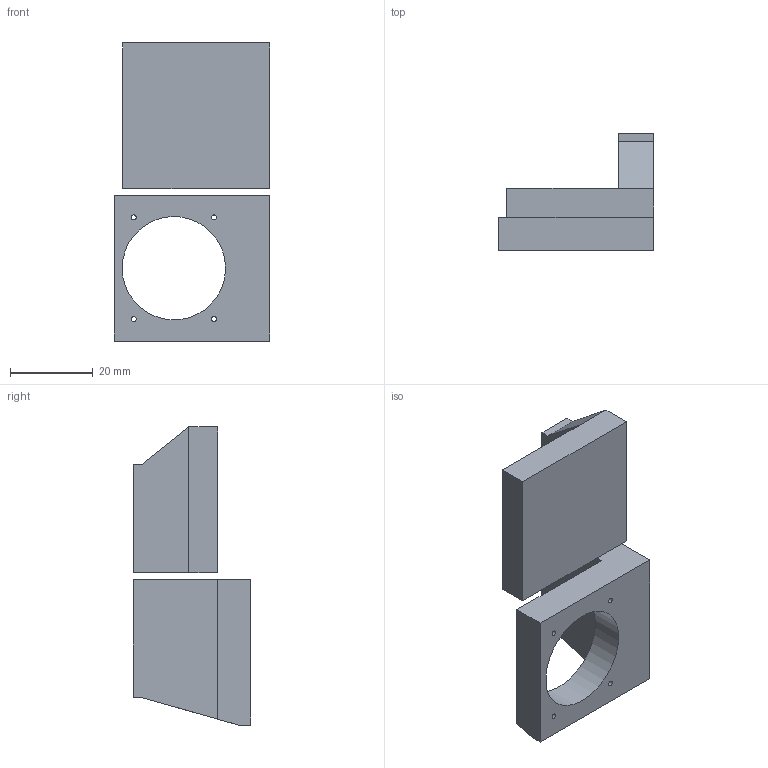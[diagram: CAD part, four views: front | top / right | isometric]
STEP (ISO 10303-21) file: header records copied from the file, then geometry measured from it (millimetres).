
FILE_DESCRIPTION(/* description */ (''),/* implementation_level */ '2;1');
FILE_NAME(/* name */ 'sun_sensor_mount v5.step',/* time_stamp */ '2025-08-11T03:15:23-07:00',/* author */ (''),/* organization */ (''),/* preprocessor_version */ 'ST-DEVELOPER v20.1',/* originating_system */ 'Autodesk Translation Framework v14.10.0.0',/* authorisation */ '');
FILE_SCHEMA (('AUTOMOTIVE_DESIGN { 1 0 10303 214 3 1 1 }'));
Length unit declared in the file: millimetre
Products named in the file (1): sun_sensor_mount
Bounding box: 37.5 x 28.4 x 72.07 mm (x, y, z)
Volume: 23943.4 mm3; surface area: 9687.4 mm2
Topology: 2 solids, 2 shells, 46 faces, 95 edges, 63 vertices
Faces by surface type: plane 31, cylinder 15
Full cylindrical faces by diameter (mm): 1.221 x4, 1.567 x4, 1.623 x4, 2.529 x2
Entity records: 1518 total; most frequent: DIRECTION 219, CARTESIAN_POINT 205, ORIENTED_EDGE 190, EDGE_CURVE 95, AXIS2_PLACEMENT_3D 77, EDGE_LOOP 66, LINE 65, VECTOR 65
